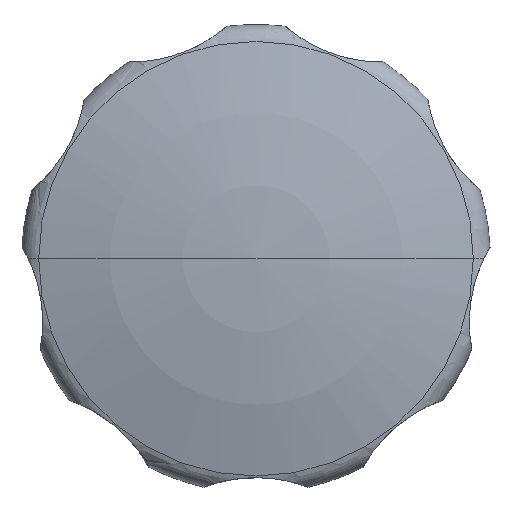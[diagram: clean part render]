
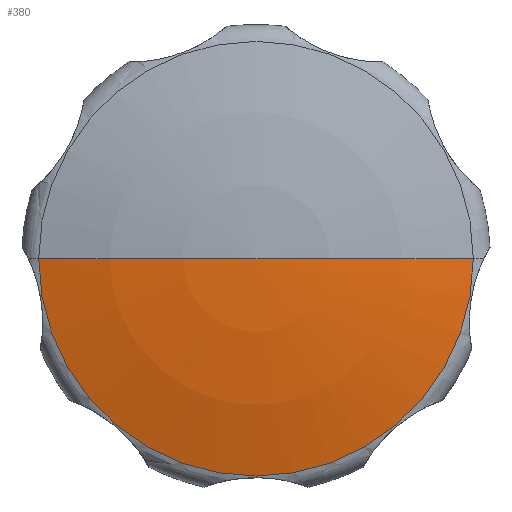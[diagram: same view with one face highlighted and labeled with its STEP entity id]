
A CAD part, top view. The second image highlights one B-rep face of the part: STEP entity #380.
In plain terms, the highlighted spherical face has radius 67.309 mm.
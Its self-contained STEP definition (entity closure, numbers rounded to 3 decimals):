
#342=EDGE_CURVE('',#416,#430,#758,.T.);
#378=EDGE_CURVE('',#416,#410,#799,.T.);
#380=ADVANCED_FACE('',(#801),#802,.T.);
#410=VERTEX_POINT('',#836);
#416=VERTEX_POINT('',#843);
#430=VERTEX_POINT('',#859);
#532=EDGE_CURVE('',#410,#430,#969,.T.);
#758=CIRCLE('',#1361,18.551);
#799=CIRCLE('',#1496,67.309);
#801=FACE_OUTER_BOUND('',#1498,.T.);
#802=SPHERICAL_SURFACE('',#1499,67.309);
#836=CARTESIAN_POINT('',(0.,0.,36.0));
#843=CARTESIAN_POINT('',(-18.551,0.,33.393));
#859=CARTESIAN_POINT('',(18.551,0.,33.393));
#969=CIRCLE('',#1987,67.309);
#1361=AXIS2_PLACEMENT_3D('',#2395,#2396,#2397);
#1496=AXIS2_PLACEMENT_3D('',#2442,#2443,#2444);
#1498=EDGE_LOOP('',(#2446,#2447,#2448));
#1499=AXIS2_PLACEMENT_3D('',#2449,#2450,#2451);
#1987=AXIS2_PLACEMENT_3D('',#2627,#2628,#2629);
#2395=CARTESIAN_POINT('',(0.,0.,33.393));
#2396=DIRECTION('',(0.,0.,1.0));
#2397=DIRECTION('',(-1.0,0.,0.));
#2442=CARTESIAN_POINT('',(0.,0.,-31.309));
#2443=DIRECTION('',(0.,1.0,0.));
#2444=DIRECTION('',(0.0,0.,-1.0));
#2446=ORIENTED_EDGE('',*,*,#378,.F.);
#2447=ORIENTED_EDGE('',*,*,#342,.T.);
#2448=ORIENTED_EDGE('',*,*,#532,.F.);
#2449=CARTESIAN_POINT('',(0.,0.,-31.309));
#2450=DIRECTION('',(0.,0.,1.0));
#2451=DIRECTION('',(-1.0,0.,0.0));
#2627=CARTESIAN_POINT('',(0.,0.,-31.309));
#2628=DIRECTION('',(0.,1.0,0.));
#2629=DIRECTION('',(0.0,0.,-1.0));
